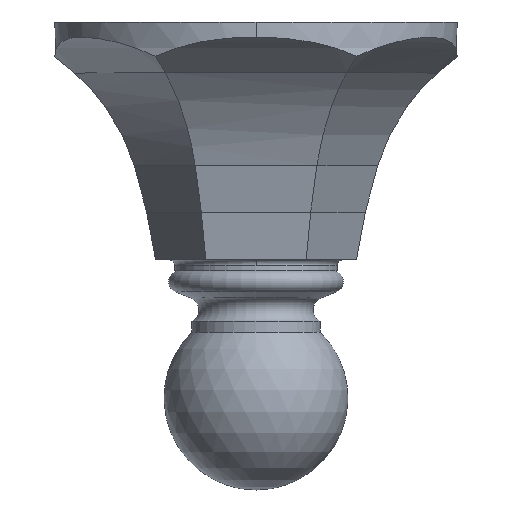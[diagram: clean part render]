
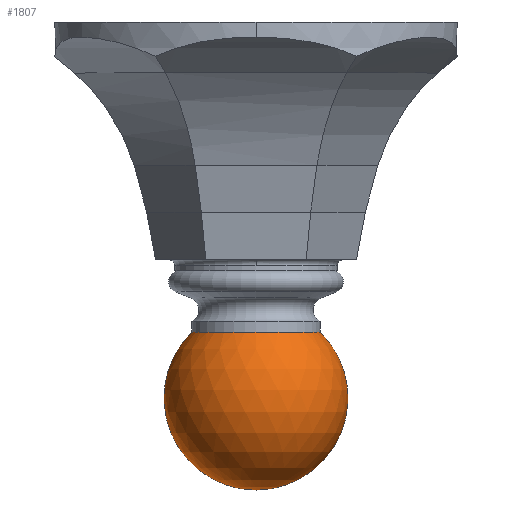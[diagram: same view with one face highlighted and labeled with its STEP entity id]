
A CAD part, top view. The second image highlights one B-rep face of the part: STEP entity #1807.
In plain terms, the highlighted spherical face has radius 10.737 mm.
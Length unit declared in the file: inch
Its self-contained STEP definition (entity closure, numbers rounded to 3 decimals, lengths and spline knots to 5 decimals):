
#565=CARTESIAN_POINT('',(0.,-1.72663,0.));
#566=DIRECTION('',(0.,0.,-1.));
#567=DIRECTION('',(0.699,0.715,0.));
#568=AXIS2_PLACEMENT_3D('',#565,#566,#567);
#570=CARTESIAN_POINT('',(0.,-1.72663,0.));
#571=DIRECTION('',(0.,0.,-1.));
#572=DIRECTION('',(0.,-1.,0.));
#573=AXIS2_PLACEMENT_3D('',#570,#571,#572);
#575=CARTESIAN_POINT('',(0.,-1.42436,0.));
#576=DIRECTION('',(0.,1.,0.));
#577=DIRECTION('',(-1.,0.,0.));
#578=AXIS2_PLACEMENT_3D('',#575,#576,#577);
#1064=CARTESIAN_POINT('',(0.2955,-1.42436,0.));
#1065=VERTEX_POINT('',#1064);
#1066=CARTESIAN_POINT('',(-0.2955,-1.42436,0.));
#1067=VERTEX_POINT('',#1066);
#1068=CARTESIAN_POINT('',(0.,-2.14935,0.));
#1069=VERTEX_POINT('',#1068);
#1797=CARTESIAN_POINT('',(0.,-1.72663,0.));
#1798=DIRECTION('',(0.,1.,0.));
#1799=DIRECTION('',(1.,0.,0.));
#1800=AXIS2_PLACEMENT_3D('',#1797,#1798,#1799);
#1801=SPHERICAL_SURFACE('',#1800,0.42272);
#1802=ORIENTED_EDGE('',*,*,#1789,.T.);
#1803=ORIENTED_EDGE('',*,*,#1792,.T.);
#1804=ORIENTED_EDGE('',*,*,#1763,.T.);
#1805=EDGE_LOOP('',(#1802,#1803,#1804));
#1806=FACE_OUTER_BOUND('',#1805,.F.);
#1807=ADVANCED_FACE('',(#1806),#1801,.T.);
#569=CIRCLE('',#568,0.42272);
#574=CIRCLE('',#573,0.42272);
#579=CIRCLE('',#578,0.2955);
#1763=EDGE_CURVE('',#1067,#1065,#579,.T.);
#1789=EDGE_CURVE('',#1065,#1069,#569,.T.);
#1792=EDGE_CURVE('',#1069,#1067,#574,.T.);
